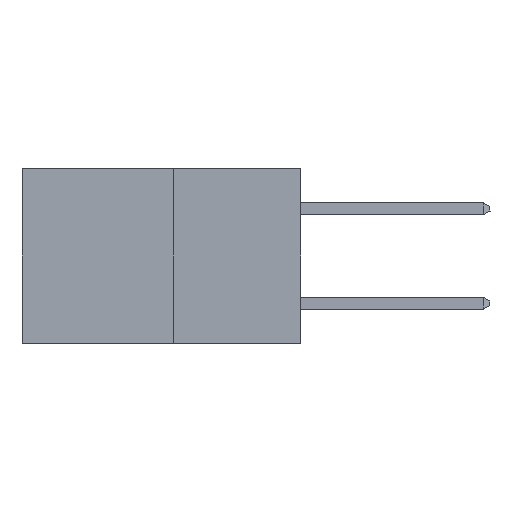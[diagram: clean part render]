
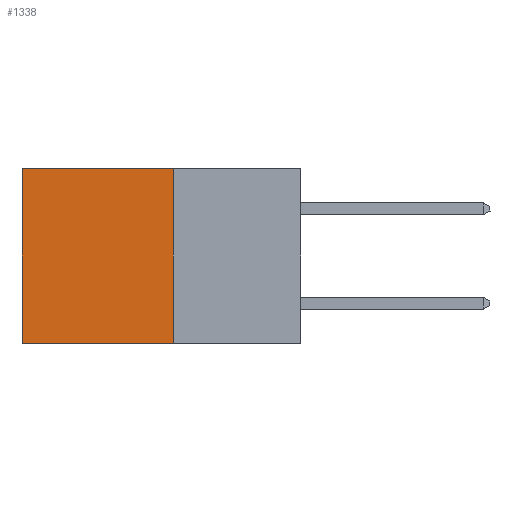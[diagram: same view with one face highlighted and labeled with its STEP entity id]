
A CAD part, left-side view. The second image highlights one B-rep face of the part: STEP entity #1338.
In plain terms, the highlighted planar face has unit normal (-1, 0, 0).
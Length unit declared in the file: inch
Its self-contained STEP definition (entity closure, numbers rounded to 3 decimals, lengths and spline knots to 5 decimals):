
#252 = VECTOR ( 'NONE', #2547, 39.37008 ) ;
#914 = AXIS2_PLACEMENT_3D ( 'NONE', #12052, #16784, #15865 ) ;
#1280 = CARTESIAN_POINT ( 'NONE',  ( 0.277, 0.27, 0. ) ) ;
#1338 = ADVANCED_FACE ( 'NONE', ( #15336 ), #15483, .F. ) ;
#1472 = CARTESIAN_POINT ( 'NONE',  ( 0.277, 0.59, 0. ) ) ;
#1614 = VECTOR ( 'NONE', #14973, 39.37008 ) ;
#1722 = ORIENTED_EDGE ( 'NONE', *, *, #13291, .F. ) ;
#1828 = DIRECTION ( 'NONE',  ( 0., 0., -1. ) ) ;
#2136 = LINE ( 'NONE', #3666, #9611 ) ;
#2547 = DIRECTION ( 'NONE',  ( 0., 0., -1. ) ) ;
#3000 = VECTOR ( 'NONE', #6528, 39.37008 ) ;
#3666 = CARTESIAN_POINT ( 'NONE',  ( 0.277, 0.27, -0.37 ) ) ;
#4032 = EDGE_LOOP ( 'NONE', ( #11431, #12876, #1722, #7663 ) ) ;
#6091 = VERTEX_POINT ( 'NONE', #19189 ) ;
#6179 = VERTEX_POINT ( 'NONE', #15750 ) ;
#6528 = DIRECTION ( 'NONE',  ( 0., 1., 0. ) ) ;
#6720 = VERTEX_POINT ( 'NONE', #1472 ) ;
#7257 = CARTESIAN_POINT ( 'NONE',  ( 0.277, 0.27, -0.37 ) ) ;
#7663 = ORIENTED_EDGE ( 'NONE', *, *, #9487, .T. ) ;
#8664 = EDGE_CURVE ( 'NONE', #6091, #6179, #13446, .T. ) ;
#9487 = EDGE_CURVE ( 'NONE', #17238, #6720, #14815, .T. ) ;
#9611 = VECTOR ( 'NONE', #1828, 39.37008 ) ;
#9623 = LINE ( 'NONE', #15763, #252 ) ;
#11431 = ORIENTED_EDGE ( 'NONE', *, *, #16890, .T. ) ;
#12052 = CARTESIAN_POINT ( 'NONE',  ( 0.277, 0.27, -0.37 ) ) ;
#12876 = ORIENTED_EDGE ( 'NONE', *, *, #8664, .F. ) ;
#13291 = EDGE_CURVE ( 'NONE', #17238, #6091, #2136, .T. ) ;
#13446 = LINE ( 'NONE', #7257, #1614 ) ;
#14815 = LINE ( 'NONE', #1280, #3000 ) ;
#14973 = DIRECTION ( 'NONE',  ( 0., 1., 0. ) ) ;
#15336 = FACE_OUTER_BOUND ( 'NONE', #4032, .T. ) ;
#15483 = PLANE ( 'NONE',  #914 ) ;
#15750 = CARTESIAN_POINT ( 'NONE',  ( 0.277, 0.59, -0.37 ) ) ;
#15763 = CARTESIAN_POINT ( 'NONE',  ( 0.277, 0.59, -0.37 ) ) ;
#15865 = DIRECTION ( 'NONE',  ( 0., 0., -1. ) ) ;
#16784 = DIRECTION ( 'NONE',  ( 1., 0., 0. ) ) ;
#16890 = EDGE_CURVE ( 'NONE', #6720, #6179, #9623, .T. ) ;
#17054 = CARTESIAN_POINT ( 'NONE',  ( 0.277, 0.27, 0. ) ) ;
#17238 = VERTEX_POINT ( 'NONE', #17054 ) ;
#19189 = CARTESIAN_POINT ( 'NONE',  ( 0.277, 0.27, -0.37 ) ) ;
